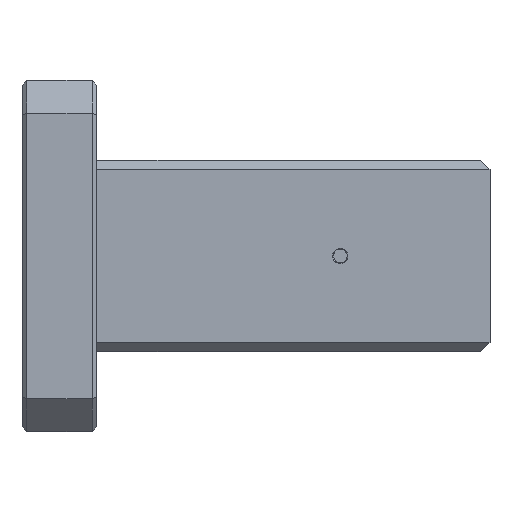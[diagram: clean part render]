
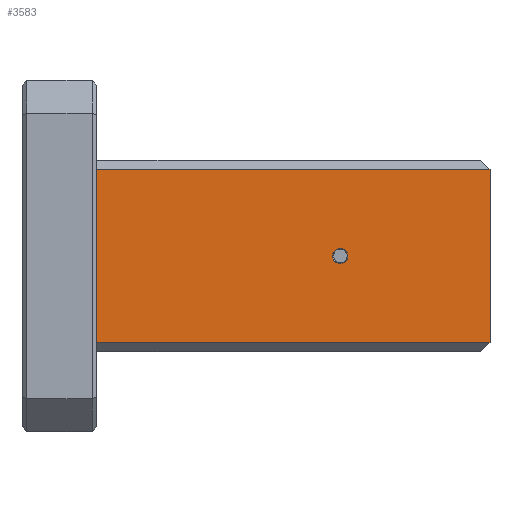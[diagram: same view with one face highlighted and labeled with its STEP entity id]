
A CAD part, front view. The second image highlights one B-rep face of the part: STEP entity #3583.
In plain terms, the highlighted planar face has unit normal (0, -1, 0).
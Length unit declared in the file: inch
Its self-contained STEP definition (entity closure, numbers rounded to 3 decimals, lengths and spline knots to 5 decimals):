
#9 = DIRECTION ( 'NONE',  ( 0.061, 0., -0.998 ) ) ;
#123 = CARTESIAN_POINT ( 'NONE',  ( 0.04786, -0.1677, -0.10665 ) ) ;
#141 = CIRCLE ( 'NONE', #636, 0.01617 ) ;
#275 = DIRECTION ( 'NONE',  ( 0., -1., 0. ) ) ;
#327 = ORIENTED_EDGE ( 'NONE', *, *, #2391, .F. ) ;
#351 = EDGE_CURVE ( 'NONE', #3357, #1201, #3101, .T. ) ;
#396 = FACE_OUTER_BOUND ( 'NONE', #1907, .T. ) ;
#409 = DIRECTION ( 'NONE',  ( 0.061, 0., -0.998 ) ) ;
#440 = VERTEX_POINT ( 'NONE', #2029 ) ;
#591 = VECTOR ( 'NONE', #608, 39.37008 ) ;
#604 = DIRECTION ( 'NONE',  ( 0., -1., 0. ) ) ;
#608 = DIRECTION ( 'NONE',  ( 1., 0., 0. ) ) ;
#612 = DIRECTION ( 'NONE',  ( 0.061, 0., -0.998 ) ) ;
#636 = AXIS2_PLACEMENT_3D ( 'NONE', #3527, #275, #612 ) ;
#704 = CIRCLE ( 'NONE', #2414, 0.01617 ) ;
#752 = ORIENTED_EDGE ( 'NONE', *, *, #1084, .T. ) ;
#767 = DIRECTION ( 'NONE',  ( 0., -1., 0. ) ) ;
#794 = ORIENTED_EDGE ( 'NONE', *, *, #3484, .F. ) ;
#910 = DIRECTION ( 'NONE',  ( -1., 0., 0. ) ) ;
#966 = DIRECTION ( 'NONE',  ( 0., -1., 0. ) ) ;
#1014 = CARTESIAN_POINT ( 'NONE',  ( -0.79214, -0.1677, 0.08335 ) ) ;
#1084 = EDGE_CURVE ( 'NONE', #2556, #4198, #3450, .T. ) ;
#1137 = DIRECTION ( 'NONE',  ( -1., 0., 0. ) ) ;
#1201 = VERTEX_POINT ( 'NONE', #1859 ) ;
#1276 = DIRECTION ( 'NONE',  ( 0., 0., 1. ) ) ;
#1288 = VERTEX_POINT ( 'NONE', #3223 ) ;
#1369 = VERTEX_POINT ( 'NONE', #2386 ) ;
#1478 = CARTESIAN_POINT ( 'NONE',  ( -0.27214, -0.1677, 0.26835 ) ) ;
#1532 = PLANE ( 'NONE',  #3865 ) ;
#1605 = CARTESIAN_POINT ( 'NONE',  ( 0.04786, -0.1677, 0.08335 ) ) ;
#1667 = ORIENTED_EDGE ( 'NONE', *, *, #1758, .T. ) ;
#1669 = DIRECTION ( 'NONE',  ( 0.061, 0., -0.998 ) ) ;
#1719 = EDGE_CURVE ( 'NONE', #1288, #1369, #3883, .T. ) ;
#1731 = CIRCLE ( 'NONE', #2067, 0.01617 ) ;
#1755 = DIRECTION ( 'NONE',  ( 0., -1., 0. ) ) ;
#1758 = EDGE_CURVE ( 'NONE', #440, #4287, #2456, .T. ) ;
#1770 = CARTESIAN_POINT ( 'NONE',  ( -0.27214, -0.1677, 0.26835 ) ) ;
#1804 = FACE_BOUND ( 'NONE', #2919, .T. ) ;
#1840 = CARTESIAN_POINT ( 'NONE',  ( -0.26493, -0.1677, 0.28282 ) ) ;
#1859 = CARTESIAN_POINT ( 'NONE',  ( -0.27115, -0.1677, 0.25221 ) ) ;
#1864 = EDGE_CURVE ( 'NONE', #4198, #440, #2622, .T. ) ;
#1907 = EDGE_LOOP ( 'NONE', ( #2495, #1667, #327, #752 ) ) ;
#1909 = AXIS2_PLACEMENT_3D ( 'NONE', #3731, #966, #4325 ) ;
#1947 = CARTESIAN_POINT ( 'NONE',  ( -0.25601, -0.1677, 0.26934 ) ) ;
#1955 = CARTESIAN_POINT ( 'NONE',  ( 0.04786, -0.1677, -0.10665 ) ) ;
#1990 = ORIENTED_EDGE ( 'NONE', *, *, #3124, .F. ) ;
#2007 = CIRCLE ( 'NONE', #1909, 0.01617 ) ;
#2029 = CARTESIAN_POINT ( 'NONE',  ( 0.04786, -0.1677, 0.45335 ) ) ;
#2035 = EDGE_CURVE ( 'NONE', #1369, #3357, #2614, .T. ) ;
#2067 = AXIS2_PLACEMENT_3D ( 'NONE', #4313, #3668, #409 ) ;
#2184 = CARTESIAN_POINT ( 'NONE',  ( -0.79214, -0.1677, 0.45335 ) ) ;
#2253 = ORIENTED_EDGE ( 'NONE', *, *, #351, .F. ) ;
#2293 = ORIENTED_EDGE ( 'NONE', *, *, #2737, .F. ) ;
#2371 = DIRECTION ( 'NONE',  ( 0., -1., 0. ) ) ;
#2386 = CARTESIAN_POINT ( 'NONE',  ( -0.28828, -0.1677, 0.26736 ) ) ;
#2391 = EDGE_CURVE ( 'NONE', #2556, #4287, #2821, .T. ) ;
#2414 = AXIS2_PLACEMENT_3D ( 'NONE', #2989, #767, #9 ) ;
#2439 = AXIS2_PLACEMENT_3D ( 'NONE', #1478, #1755, #4026 ) ;
#2456 = LINE ( 'NONE', #2998, #2476 ) ;
#2469 = CARTESIAN_POINT ( 'NONE',  ( -0.79214, -0.1677, -0.10665 ) ) ;
#2476 = VECTOR ( 'NONE', #1137, 39.37008 ) ;
#2495 = ORIENTED_EDGE ( 'NONE', *, *, #1864, .T. ) ;
#2556 = VERTEX_POINT ( 'NONE', #1014 ) ;
#2614 = CIRCLE ( 'NONE', #3795, 0.01617 ) ;
#2622 = LINE ( 'NONE', #1955, #2629 ) ;
#2629 = VECTOR ( 'NONE', #4066, 39.37008 ) ;
#2737 = EDGE_CURVE ( 'NONE', #2804, #4286, #141, .T. ) ;
#2804 = VERTEX_POINT ( 'NONE', #2931 ) ;
#2821 = LINE ( 'NONE', #2469, #4150 ) ;
#2919 = EDGE_LOOP ( 'NONE', ( #794, #2293, #1990, #2253, #4130, #3415, #3093 ) ) ;
#2931 = CARTESIAN_POINT ( 'NONE',  ( -0.26322, -0.1677, 0.25487 ) ) ;
#2989 = CARTESIAN_POINT ( 'NONE',  ( -0.27214, -0.1677, 0.26835 ) ) ;
#2998 = CARTESIAN_POINT ( 'NONE',  ( 0.04786, -0.1677, 0.45335 ) ) ;
#3093 = ORIENTED_EDGE ( 'NONE', *, *, #4140, .F. ) ;
#3101 = CIRCLE ( 'NONE', #2439, 0.01617 ) ;
#3104 = DIRECTION ( 'NONE',  ( 0., 1., 0. ) ) ;
#3124 = EDGE_CURVE ( 'NONE', #1201, #2804, #1731, .T. ) ;
#3219 = CARTESIAN_POINT ( 'NONE',  ( 0.04786, -0.1677, 0.08335 ) ) ;
#3223 = CARTESIAN_POINT ( 'NONE',  ( -0.28106, -0.1677, 0.28183 ) ) ;
#3357 = VERTEX_POINT ( 'NONE', #4193 ) ;
#3415 = ORIENTED_EDGE ( 'NONE', *, *, #1719, .F. ) ;
#3429 = DIRECTION ( 'NONE',  ( 0.061, 0., -0.998 ) ) ;
#3450 = LINE ( 'NONE', #1605, #591 ) ;
#3484 = EDGE_CURVE ( 'NONE', #4286, #4060, #2007, .T. ) ;
#3527 = CARTESIAN_POINT ( 'NONE',  ( -0.27214, -0.1677, 0.26835 ) ) ;
#3583 = ADVANCED_FACE ( 'NONE', ( #396, #1804 ), #1532, .F. ) ;
#3665 = CARTESIAN_POINT ( 'NONE',  ( -0.27214, -0.1677, 0.26835 ) ) ;
#3668 = DIRECTION ( 'NONE',  ( 0., -1., 0. ) ) ;
#3731 = CARTESIAN_POINT ( 'NONE',  ( -0.27214, -0.1677, 0.26835 ) ) ;
#3795 = AXIS2_PLACEMENT_3D ( 'NONE', #3665, #604, #1669 ) ;
#3865 = AXIS2_PLACEMENT_3D ( 'NONE', #123, #3104, #910 ) ;
#3883 = CIRCLE ( 'NONE', #4315, 0.01617 ) ;
#4026 = DIRECTION ( 'NONE',  ( 0.061, 0., -0.998 ) ) ;
#4060 = VERTEX_POINT ( 'NONE', #1840 ) ;
#4066 = DIRECTION ( 'NONE',  ( 0., 0., 1. ) ) ;
#4130 = ORIENTED_EDGE ( 'NONE', *, *, #2035, .F. ) ;
#4140 = EDGE_CURVE ( 'NONE', #4060, #1288, #704, .T. ) ;
#4150 = VECTOR ( 'NONE', #1276, 39.37008 ) ;
#4193 = CARTESIAN_POINT ( 'NONE',  ( -0.27935, -0.1677, 0.25388 ) ) ;
#4198 = VERTEX_POINT ( 'NONE', #3219 ) ;
#4286 = VERTEX_POINT ( 'NONE', #1947 ) ;
#4287 = VERTEX_POINT ( 'NONE', #2184 ) ;
#4313 = CARTESIAN_POINT ( 'NONE',  ( -0.27214, -0.1677, 0.26835 ) ) ;
#4315 = AXIS2_PLACEMENT_3D ( 'NONE', #1770, #2371, #3429 ) ;
#4325 = DIRECTION ( 'NONE',  ( 0.061, 0., -0.998 ) ) ;
